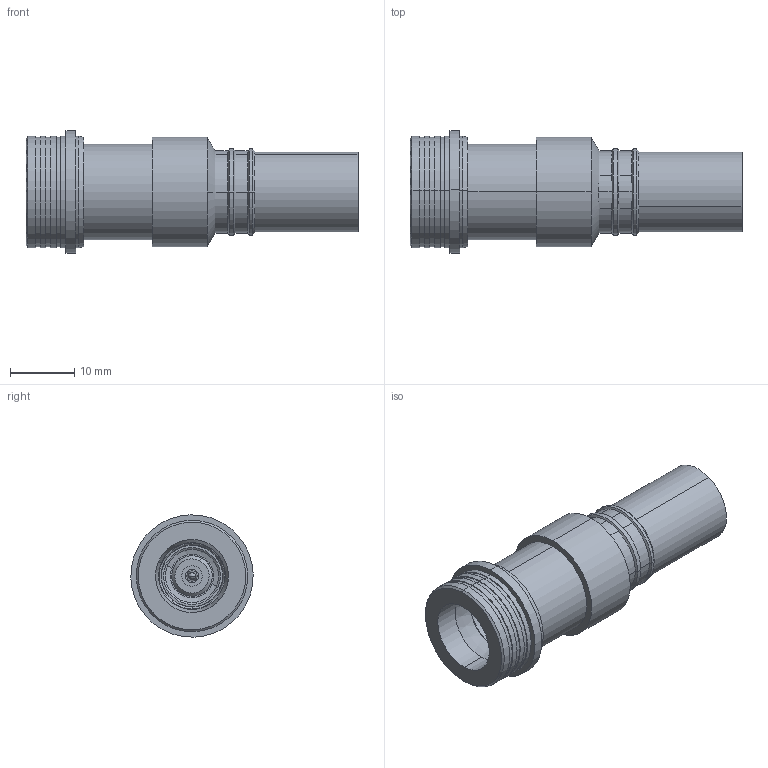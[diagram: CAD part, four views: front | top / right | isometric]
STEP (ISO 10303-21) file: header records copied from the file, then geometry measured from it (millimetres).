
FILE_DESCRIPTION (( 'STEP AP203' ), '1' );
FILE_NAME ('3190-6212.STEP', '2019-05-06T05:05:13', ( '' ), ( '' ), 'SwSTEP 2.0', 'SolidWorks 2017', '' );
FILE_SCHEMA (( 'CONFIG_CONTROL_DESIGN' ));
Length unit declared in the file: millimetre
Products named in the file (1): 3190-6212
Bounding box: 51.53 x 18.99 x 18.99 mm (x, y, z)
Volume: 5982.3 mm3; surface area: 6635.3 mm2
Topology: 5 solids, 5 shells, 192 faces, 406 edges, 249 vertices
Faces by surface type: cylinder 89, cone 48, plane 38, bspline 17
Entity records: 5706 total; most frequent: CARTESIAN_POINT 1429, DIRECTION 960, ORIENTED_EDGE 808, AXIS2_PLACEMENT_3D 410, EDGE_CURVE 404, VERTEX_POINT 249, CIRCLE 234, EDGE_LOOP 225
